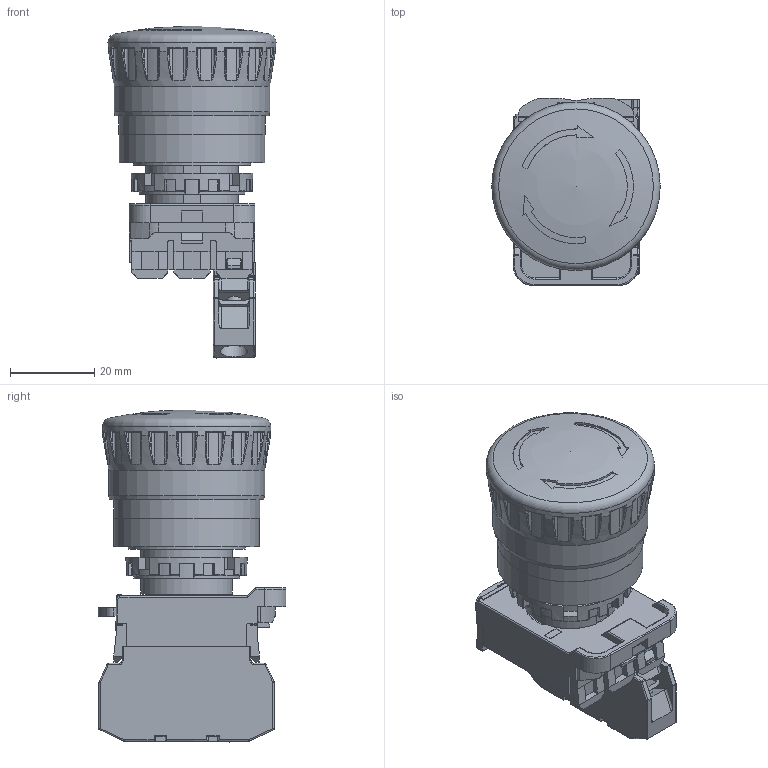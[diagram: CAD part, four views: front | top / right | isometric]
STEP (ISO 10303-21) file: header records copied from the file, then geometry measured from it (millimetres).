
FILE_DESCRIPTION( ( 'Unknown' ), '1' );
FILE_NAME( 'A20B-V4E01R-Solid3D-20180706.stp', 'Unknown', ( 'Unknown' ), ( 'Unknown' ), 'XStep 1.0', 'Unknown', ' ' );
FILE_SCHEMA( ( 'automotive_design' ) );
Length unit declared in the file: millimetre
Products named in the file (1): A20B-V4ER-Solid3D-20180706
Bounding box: 39.9 x 44.55 x 78.8 mm (x, y, z)
Volume: 59609.3 mm3; surface area: 15221.2 mm2
Topology: 1 solids, 1 shells, 1705 faces, 4557 edges, 2901 vertices
Faces by surface type: plane 806, cylinder 498, extrusion 188, torus 97, bspline 70, sphere 35, cone 11
Full cylindrical faces by diameter (mm): 0.4 x2, 3.52 x2, 6.5 x2, 27.8 x1, 34.6 x1, 34.7 x1, 37 x1, 39.9 x1
Entity records: 72434 total; most frequent: CARTESIAN_POINT 17737, ORIENTED_EDGE 9008, DIRECTION 7760, EDGE_CURVE 4504, VERTEX_POINT 2890, VECTOR 2770, LINE 2582, AXIS2_PLACEMENT_3D 2495
